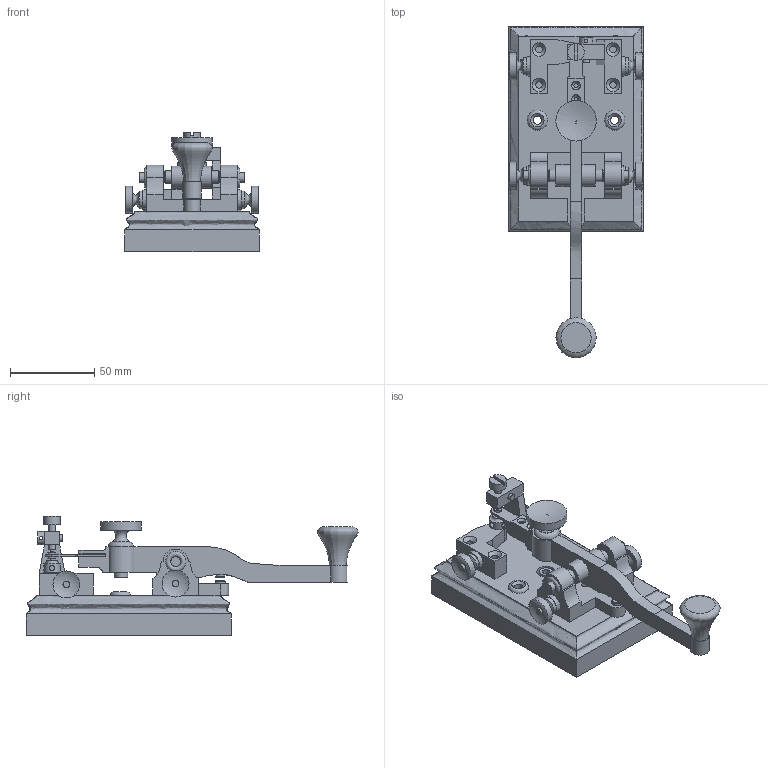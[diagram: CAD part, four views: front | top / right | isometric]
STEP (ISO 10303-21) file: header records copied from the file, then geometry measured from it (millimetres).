
FILE_DESCRIPTION(/* description */ (''),/* implementation_level */ '2;1');
FILE_NAME(/* name */ 'FullAssembly v11.step',/* time_stamp */ '2023-12-03T18:43:57+01:00',/* author */ (''),/* organization */ (''),/* preprocessor_version */ 'ST-DEVELOPER v20',/* originating_system */ 'Autodesk Translation Framework v12.14.0.127',/* authorisation */ '');
FILE_SCHEMA (('AUTOMOTIVE_DESIGN { 1 0 10303 214 3 1 1 }'));
Length unit declared in the file: millimetre
Products named in the file (18): FullAssembly; 01-02-ShortBar; 01-03-Washers; 03-01-PivotBase; 03-03-PointyThing; 02-02-Contact; 02-03-Knob; 02-06-SpringKnob; 02-04-SpringTopPart; 02-05-SpringBottomPart; 04-01-LowerGerät; 04-02-Contact; 05-01-UpperGerät; 03-02-ContactKnob; 05-02-ConnectorScrew; 05-03-LockingScrew; 01-01-WoodenBase; 02-01-Arm
Assembly tree (22 placements, depth 2):
  FullAssembly
    01-02-ShortBar
    01-03-Washers  x2
    03-01-PivotBase
    03-02-ContactKnob  x4
    03-03-PointyThing  x2
    02-02-Contact
    02-03-Knob
    02-06-SpringKnob
    02-04-SpringTopPart
    02-05-SpringBottomPart
    04-01-LowerGerät
    04-02-Contact
    05-01-UpperGerät
    05-02-ConnectorScrew
    05-03-LockingScrew
    01-01-WoodenBase
    02-01-Arm
Bounding box: 80 x 197.47 x 71 mm (x, y, z)
Volume: 279716.6 mm3; surface area: 71587.2 mm2
Topology: 23 solids, 23 shells, 1039 faces, 2709 edges, 1798 vertices
Faces by surface type: bspline 465, plane 422, cylinder 122, cone 23, torus 7
Full cylindrical faces by diameter (mm): 0.05 x1, 2 x8, 2.5 x11, 3 x5, 3.8 x7, 4 x26, 4.5 x2, 5 x9, 5.5 x1, 5.8 x2, 6 x3, 7.5 x2, 8 x3, 9.6 x1, 10 x13, 11 x1, 13 x3, 15 x1, 16 x4, 24 x1
Entity records: 37765 total; most frequent: CARTESIAN_POINT 15123, ORIENTED_EDGE 5288, DIRECTION 3156, EDGE_CURVE 2644, VERTEX_POINT 1757, LINE 1434, VECTOR 1434, EDGE_LOOP 1175
